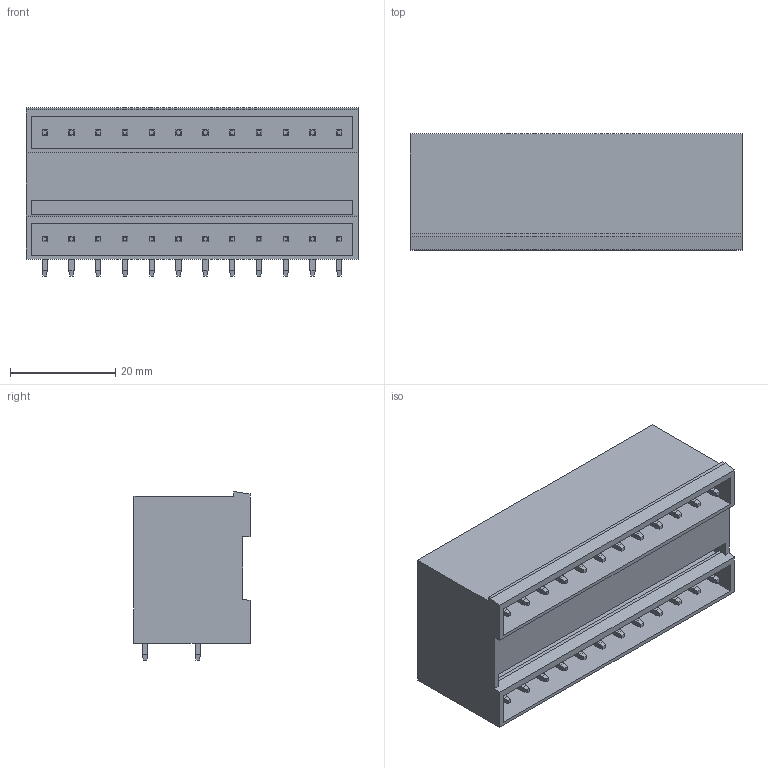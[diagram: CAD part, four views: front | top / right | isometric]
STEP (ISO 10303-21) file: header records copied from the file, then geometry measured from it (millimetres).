
FILE_DESCRIPTION(('CATIA V5 STEP Exchange','CAx-IF Rec.Pracs.--- Model Styling and Organization---1.2---2011-12-15'),'2;1');
FILE_NAME ('D1453109_0_1601890000_1601890000.stp','2018-11-03T04:20:45+00:00',('none'),('Weidmueller'),'CATIA Version 5-6 Release 2014','CATIA V5 STEP AP214','none');
FILE_SCHEMA(('AUTOMOTIVE_DESIGN { 1 0 10303 214 1 1 1 1 }'));
Length unit declared in the file: millimetre
Products named in the file (1): 1601890000
Bounding box: 62.96 x 22 x 31.88 mm (x, y, z)
Volume: 18824.2 mm3; surface area: 18892.5 mm2
Topology: 25 solids, 25 shells, 562 faces, 1338 edges, 828 vertices
Faces by surface type: plane 562
Entity records: 13710 total; most frequent: ORIENTED_EDGE 2676, CARTESIAN_POINT 2556, DIRECTION 1540, EDGE_CURVE 1338, VECTOR 1146, LINE 1146, VERTEX_POINT 828, EDGE_LOOP 612
